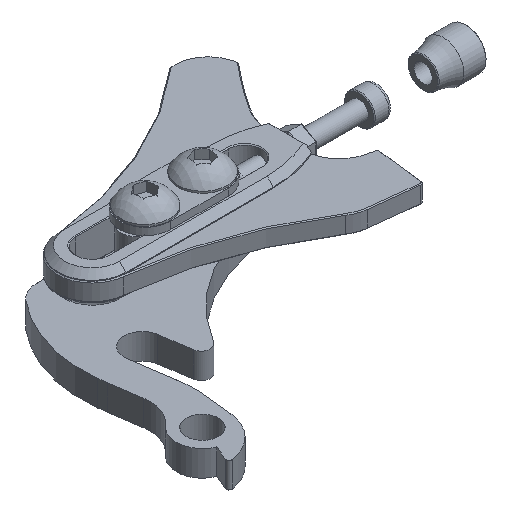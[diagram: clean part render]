
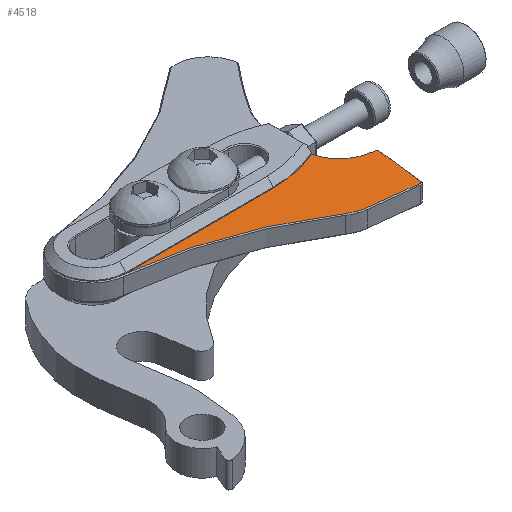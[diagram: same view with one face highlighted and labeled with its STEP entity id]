
A CAD part, isometric view. The second image highlights one B-rep face of the part: STEP entity #4518.
In plain terms, the highlighted face is planar.
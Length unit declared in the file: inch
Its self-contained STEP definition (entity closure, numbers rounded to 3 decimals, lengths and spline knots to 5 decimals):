
#404 = EDGE_LOOP ( 'NONE', ( #2012, #2013, #2014, #2015, #2016, #2017, #2018, #2019, #2020, #2021, #2022 ) ) ;
#442 = VERTEX_POINT ( 'NONE', #1492 ) ;
#445 = VERTEX_POINT ( 'NONE', #1490 ) ;
#446 = VERTEX_POINT ( 'NONE', #1488 ) ;
#455 = VERTEX_POINT ( 'NONE', #1484 ) ;
#457 = VERTEX_POINT ( 'NONE', #1483 ) ;
#458 = VERTEX_POINT ( 'NONE', #1481 ) ;
#460 = VERTEX_POINT ( 'NONE', #1478 ) ;
#467 = VERTEX_POINT ( 'NONE', #1476 ) ;
#472 = VERTEX_POINT ( 'NONE', #1473 ) ;
#475 = VERTEX_POINT ( 'NONE', #1471 ) ;
#476 = VERTEX_POINT ( 'NONE', #1470 ) ;
#1470 = CARTESIAN_POINT ( 'NONE',  ( -2.5379, 0.29552, -0.09843 ) ) ;
#1471 = CARTESIAN_POINT ( 'NONE',  ( -2.7079, -0.21964, -0.09843 ) ) ;
#1473 = CARTESIAN_POINT ( 'NONE',  ( -1.99889, -0.35879, -0.09843 ) ) ;
#1476 = CARTESIAN_POINT ( 'NONE',  ( -2.17795, -0.36034, -0.09843 ) ) ;
#1478 = CARTESIAN_POINT ( 'NONE',  ( -2.69281, -0.24357, -0.09843 ) ) ;
#1481 = CARTESIAN_POINT ( 'NONE',  ( -0.12344, -0.3488, -0.09843 ) ) ;
#1483 = CARTESIAN_POINT ( 'NONE',  ( -2.59288, 0.28748, -0.09843 ) ) ;
#1484 = CARTESIAN_POINT ( 'NONE',  ( -2.56895, 0.30256, -0.09843 ) ) ;
#1488 = CARTESIAN_POINT ( 'NONE',  ( -2.10263, 0.4732, -0.09843 ) ) ;
#1490 = CARTESIAN_POINT ( 'NONE',  ( -1.64379, 0.18923, -0.09843 ) ) ;
#1492 = CARTESIAN_POINT ( 'NONE',  ( -0.08825, -0.35932, -0.09843 ) ) ;
#2012 = ORIENTED_EDGE ( 'NONE', *, *, #4954, .F. ) ;
#2013 = ORIENTED_EDGE ( 'NONE', *, *, #4955, .F. ) ;
#2014 = ORIENTED_EDGE ( 'NONE', *, *, #4956, .F. ) ;
#2015 = ORIENTED_EDGE ( 'NONE', *, *, #4957, .F. ) ;
#2016 = ORIENTED_EDGE ( 'NONE', *, *, #4958, .F. ) ;
#2017 = ORIENTED_EDGE ( 'NONE', *, *, #4960, .F. ) ;
#2018 = ORIENTED_EDGE ( 'NONE', *, *, #4961, .F. ) ;
#2019 = ORIENTED_EDGE ( 'NONE', *, *, #4940, .T. ) ;
#2020 = ORIENTED_EDGE ( 'NONE', *, *, #4944, .T. ) ;
#2021 = ORIENTED_EDGE ( 'NONE', *, *, #4948, .T. ) ;
#2022 = ORIENTED_EDGE ( 'NONE', *, *, #4962, .F. ) ;
#3446 = DIRECTION ( 'NONE',  ( 1., 0., 0. ) ) ;
#3447 = DIRECTION ( 'NONE',  ( 0., 0., -1. ) ) ;
#3453 = CARTESIAN_POINT ( 'NONE',  ( 0., 0., -0.09843 ) ) ;
#3456 = PLANE ( 'NONE',  #3756 ) ;
#3540 = DIRECTION ( 'NONE',  ( 1., 0., 0. ) ) ;
#3541 = DIRECTION ( 'NONE',  ( 0., 0., -1. ) ) ;
#3542 = CARTESIAN_POINT ( 'NONE',  ( -1.04464, -4.2536, -0.09843 ) ) ;
#3544 = DIRECTION ( 'NONE',  ( 1., 0., 0. ) ) ;
#3545 = DIRECTION ( 'NONE',  ( 0., 0., -1. ) ) ;
#3546 = CARTESIAN_POINT ( 'NONE',  ( -2.44722, 0.69536, -0.09843 ) ) ;
#3550 = DIRECTION ( 'NONE',  ( -0.975, 0.221, 0. ) ) ;
#3557 = DIRECTION ( 'NONE',  ( 1., 0., 0. ) ) ;
#3558 = DIRECTION ( 'NONE',  ( 0., 0., 1. ) ) ;
#3559 = CARTESIAN_POINT ( 'NONE',  ( -2.57338, 0.28306, -0.09843 ) ) ;
#3560 = CARTESIAN_POINT ( 'NONE',  ( -2.56895, 0.30256, -0.09843 ) ) ;
#3562 = DIRECTION ( 'NONE',  ( 1., 0., 0. ) ) ;
#3563 = DIRECTION ( 'NONE',  ( 0., 0., 1. ) ) ;
#3564 = CARTESIAN_POINT ( 'NONE',  ( -2.68839, -0.22407, -0.09843 ) ) ;
#3566 = DIRECTION ( 'NONE',  ( 1., 0., 0. ) ) ;
#3567 = DIRECTION ( 'NONE',  ( 0., 0., 1. ) ) ;
#3568 = CARTESIAN_POINT ( 'NONE',  ( -2.09169, 0.02, -0.09843 ) ) ;
#3569 = DIRECTION ( 'NONE',  ( -0.221, -0.975, 0. ) ) ;
#3572 = CARTESIAN_POINT ( 'NONE',  ( -2.7079, -0.21964, -0.09843 ) ) ;
#3577 = DIRECTION ( 'NONE',  ( 0.975, -0.221, 0. ) ) ;
#3578 = CARTESIAN_POINT ( 'NONE',  ( -2.17795, -0.36034, -0.09843 ) ) ;
#3591 = DIRECTION ( 'NONE',  ( 1., 0., 0. ) ) ;
#3592 = DIRECTION ( 'NONE',  ( 0., 0., 1. ) ) ;
#3593 = CARTESIAN_POINT ( 'NONE',  ( 0., 0., -0.09843 ) ) ;
#3606 = DIRECTION ( 'NONE',  ( 0.943, -0.334, 0. ) ) ;
#3610 = CARTESIAN_POINT ( 'NONE',  ( -0.12344, -0.3488, -0.09843 ) ) ;
#3614 = DIRECTION ( 'NONE',  ( 1., 0., 0. ) ) ;
#3615 = DIRECTION ( 'NONE',  ( 0., 0., 1. ) ) ;
#3616 = CARTESIAN_POINT ( 'NONE',  ( -1.22011, 1.38647, -0.09843 ) ) ;
#3756 = AXIS2_PLACEMENT_3D ( 'NONE', #3453, #3447, #3446 ) ;
#4233 = CIRCLE ( 'NONE', #4766, 4.01 ) ;
#4234 = VECTOR ( 'NONE', #3550, 39.37008 ) ;
#4236 = LINE ( 'NONE', #3560, #4234 ) ;
#4237 = CIRCLE ( 'NONE', #4767, 0.41 ) ;
#4239 = VECTOR ( 'NONE', #3569, 39.37008 ) ;
#4240 = CIRCLE ( 'NONE', #4769, 0.02 ) ;
#4241 = LINE ( 'NONE', #3572, #4239 ) ;
#4242 = VECTOR ( 'NONE', #3577, 39.37008 ) ;
#4243 = CIRCLE ( 'NONE', #4770, 0.02 ) ;
#4244 = LINE ( 'NONE', #3578, #4242 ) ;
#4247 = CIRCLE ( 'NONE', #4771, 0.39 ) ;
#4252 = CIRCLE ( 'NONE', #4774, 0.37 ) ;
#4257 = VECTOR ( 'NONE', #3606, 39.37008 ) ;
#4262 = LINE ( 'NONE', #3610, #4257 ) ;
#4268 = CIRCLE ( 'NONE', #4777, 1.27 ) ;
#4518 = ADVANCED_FACE ( 'NONE', ( #4645 ), #3456, .T. ) ;
#4645 = FACE_OUTER_BOUND ( 'NONE', #404, .T. ) ;
#4766 = AXIS2_PLACEMENT_3D ( 'NONE', #3542, #3541, #3540 ) ;
#4767 = AXIS2_PLACEMENT_3D ( 'NONE', #3546, #3545, #3544 ) ;
#4769 = AXIS2_PLACEMENT_3D ( 'NONE', #3559, #3558, #3557 ) ;
#4770 = AXIS2_PLACEMENT_3D ( 'NONE', #3564, #3563, #3562 ) ;
#4771 = AXIS2_PLACEMENT_3D ( 'NONE', #3568, #3567, #3566 ) ;
#4774 = AXIS2_PLACEMENT_3D ( 'NONE', #3593, #3592, #3591 ) ;
#4777 = AXIS2_PLACEMENT_3D ( 'NONE', #3616, #3615, #3614 ) ;
#4940 = EDGE_CURVE ( 'NONE', #446, #445, #4268, .T. ) ;
#4944 = EDGE_CURVE ( 'NONE', #445, #458, #4262, .T. ) ;
#4948 = EDGE_CURVE ( 'NONE', #458, #442, #4252, .T. ) ;
#4954 = EDGE_CURVE ( 'NONE', #467, #472, #4247, .T. ) ;
#4955 = EDGE_CURVE ( 'NONE', #460, #467, #4244, .T. ) ;
#4956 = EDGE_CURVE ( 'NONE', #475, #460, #4243, .T. ) ;
#4957 = EDGE_CURVE ( 'NONE', #457, #475, #4241, .T. ) ;
#4958 = EDGE_CURVE ( 'NONE', #455, #457, #4240, .T. ) ;
#4960 = EDGE_CURVE ( 'NONE', #476, #455, #4236, .T. ) ;
#4961 = EDGE_CURVE ( 'NONE', #446, #476, #4237, .T. ) ;
#4962 = EDGE_CURVE ( 'NONE', #472, #442, #4233, .T. ) ;
